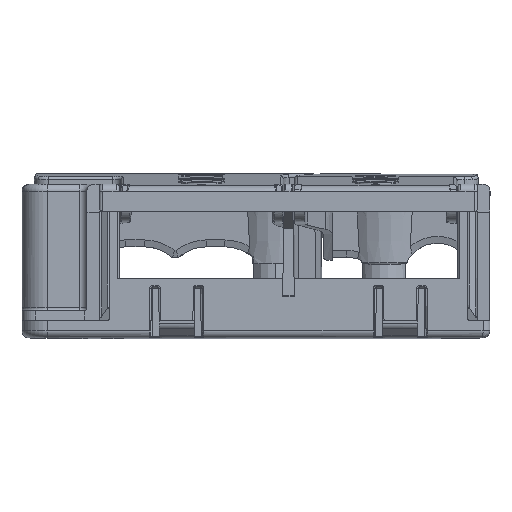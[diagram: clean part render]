
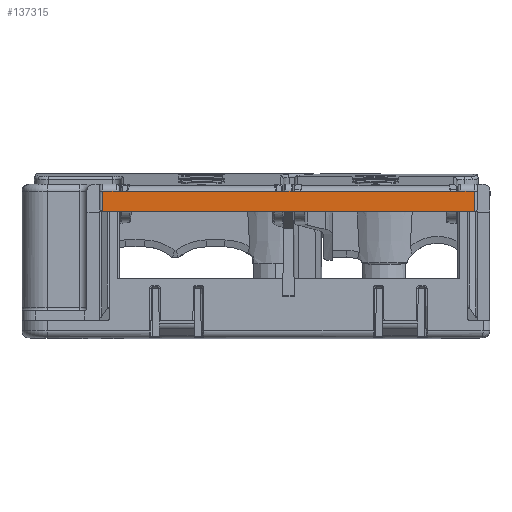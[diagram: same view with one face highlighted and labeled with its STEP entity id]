
A CAD part, top view. The second image highlights one B-rep face of the part: STEP entity #137315.
In plain terms, the highlighted planar face has unit normal (0, 0, 1).
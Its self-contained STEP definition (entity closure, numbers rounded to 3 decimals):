
#1073 = VECTOR ( 'NONE', #137303, 1000. ) ;
#5006 = CARTESIAN_POINT ( 'NONE',  ( -26.65, 18.1, 19.3 ) ) ;
#5246 = VERTEX_POINT ( 'NONE', #110093 ) ;
#12130 = VERTEX_POINT ( 'NONE', #63346 ) ;
#12741 = LINE ( 'NONE', #25716, #161966 ) ;
#15667 = DIRECTION ( 'NONE',  ( 0., 0., 1. ) ) ;
#17225 = ORIENTED_EDGE ( 'NONE', *, *, #138204, .T. ) ;
#19615 = VERTEX_POINT ( 'NONE', #5006 ) ;
#22197 = CARTESIAN_POINT ( 'NONE',  ( 26.65, 21., 19.3 ) ) ;
#25716 = CARTESIAN_POINT ( 'NONE',  ( 24.25, 21., 19.3 ) ) ;
#26500 = DIRECTION ( 'NONE',  ( 0., 1., 0. ) ) ;
#27880 = CARTESIAN_POINT ( 'NONE',  ( 26.65, 18.1, 19.3 ) ) ;
#28793 = DIRECTION ( 'NONE',  ( -1., 0., 0. ) ) ;
#29153 = VECTOR ( 'NONE', #66839, 1000. ) ;
#29601 = DIRECTION ( 'NONE',  ( 0., -1., 0. ) ) ;
#35285 = AXIS2_PLACEMENT_3D ( 'NONE', #129683, #15667, #174041 ) ;
#35513 = LINE ( 'NONE', #124978, #45486 ) ;
#41992 = VERTEX_POINT ( 'NONE', #163345 ) ;
#45486 = VECTOR ( 'NONE', #29601, 1000. ) ;
#51163 = EDGE_CURVE ( 'NONE', #5246, #12130, #171573, .T. ) ;
#60134 = CARTESIAN_POINT ( 'NONE',  ( 27.05, 21., 19.3 ) ) ;
#63346 = CARTESIAN_POINT ( 'NONE',  ( -0.377, 21., 19.3 ) ) ;
#65746 = ORIENTED_EDGE ( 'NONE', *, *, #195889, .T. ) ;
#66839 = DIRECTION ( 'NONE',  ( -1., 0., 0. ) ) ;
#69551 = CARTESIAN_POINT ( 'NONE',  ( -26.65, 21., 19.3 ) ) ;
#69802 = VECTOR ( 'NONE', #146353, 1000. ) ;
#72130 = EDGE_CURVE ( 'NONE', #19615, #104667, #80597, .T. ) ;
#74752 = CARTESIAN_POINT ( 'NONE',  ( 27.05, 18.1, 19.3 ) ) ;
#80597 = LINE ( 'NONE', #74752, #1073 ) ;
#97696 = PLANE ( 'NONE',  #35285 ) ;
#104667 = VERTEX_POINT ( 'NONE', #174991 ) ;
#110093 = CARTESIAN_POINT ( 'NONE',  ( -24.65, 21., 19.3 ) ) ;
#112160 = FACE_OUTER_BOUND ( 'NONE', #174888, .T. ) ;
#123511 = ORIENTED_EDGE ( 'NONE', *, *, #127927, .T. ) ;
#124978 = CARTESIAN_POINT ( 'NONE',  ( -26.65, 18.1, 19.3 ) ) ;
#124996 = LINE ( 'NONE', #173454, #142276 ) ;
#127927 = EDGE_CURVE ( 'NONE', #190935, #19615, #35513, .T. ) ;
#128195 = ORIENTED_EDGE ( 'NONE', *, *, #51163, .F. ) ;
#129368 = VERTEX_POINT ( 'NONE', #22197 ) ;
#129683 = CARTESIAN_POINT ( 'NONE',  ( 27.05, 18.1, 19.3 ) ) ;
#130430 = CARTESIAN_POINT ( 'NONE',  ( 24.25, 21., 19.3 ) ) ;
#137303 = DIRECTION ( 'NONE',  ( 1., 0., 0. ) ) ;
#137315 = ADVANCED_FACE ( 'NONE', ( #112160 ), #97696, .T. ) ;
#137960 = ORIENTED_EDGE ( 'NONE', *, *, #168848, .F. ) ;
#138204 = EDGE_CURVE ( 'NONE', #5246, #190935, #161016, .T. ) ;
#141771 = ORIENTED_EDGE ( 'NONE', *, *, #158879, .T. ) ;
#142276 = VECTOR ( 'NONE', #143035, 1000. ) ;
#142781 = LINE ( 'NONE', #60134, #162689 ) ;
#143035 = DIRECTION ( 'NONE',  ( -1., 0., 0. ) ) ;
#144013 = ORIENTED_EDGE ( 'NONE', *, *, #173470, .T. ) ;
#146353 = DIRECTION ( 'NONE',  ( 1., 0., 0. ) ) ;
#151569 = VECTOR ( 'NONE', #26500, 1000. ) ;
#152433 = ORIENTED_EDGE ( 'NONE', *, *, #72130, .T. ) ;
#153437 = CARTESIAN_POINT ( 'NONE',  ( 24.65, 21., 19.3 ) ) ;
#158879 = EDGE_CURVE ( 'NONE', #129368, #190619, #142781, .T. ) ;
#161016 = LINE ( 'NONE', #177229, #29153 ) ;
#161966 = VECTOR ( 'NONE', #185498, 1000. ) ;
#162689 = VECTOR ( 'NONE', #28793, 1000. ) ;
#163345 = CARTESIAN_POINT ( 'NONE',  ( 0.377, 21., 19.3 ) ) ;
#168848 = EDGE_CURVE ( 'NONE', #41992, #190619, #12741, .T. ) ;
#171573 = LINE ( 'NONE', #130430, #69802 ) ;
#173454 = CARTESIAN_POINT ( 'NONE',  ( -0.56, 21., 19.3 ) ) ;
#173470 = EDGE_CURVE ( 'NONE', #104667, #129368, #186196, .T. ) ;
#174041 = DIRECTION ( 'NONE',  ( 0., -1., 0. ) ) ;
#174888 = EDGE_LOOP ( 'NONE', ( #152433, #144013, #141771, #137960, #65746, #128195, #17225, #123511 ) ) ;
#174991 = CARTESIAN_POINT ( 'NONE',  ( 26.65, 18.1, 19.3 ) ) ;
#177229 = CARTESIAN_POINT ( 'NONE',  ( 27.05, 21., 19.3 ) ) ;
#185498 = DIRECTION ( 'NONE',  ( 1., 0., 0. ) ) ;
#186196 = LINE ( 'NONE', #27880, #151569 ) ;
#190619 = VERTEX_POINT ( 'NONE', #153437 ) ;
#190935 = VERTEX_POINT ( 'NONE', #69551 ) ;
#195889 = EDGE_CURVE ( 'NONE', #41992, #12130, #124996, .T. ) ;
